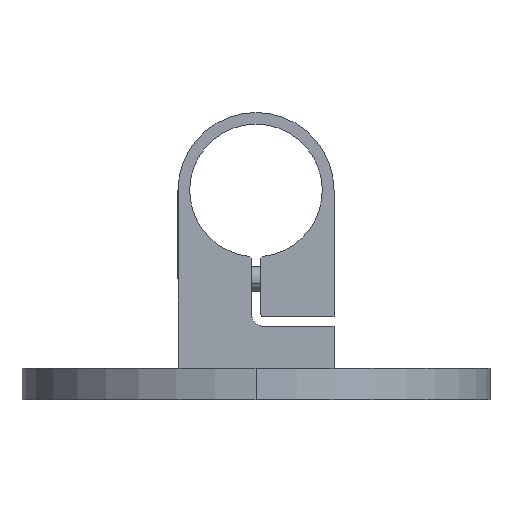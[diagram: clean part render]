
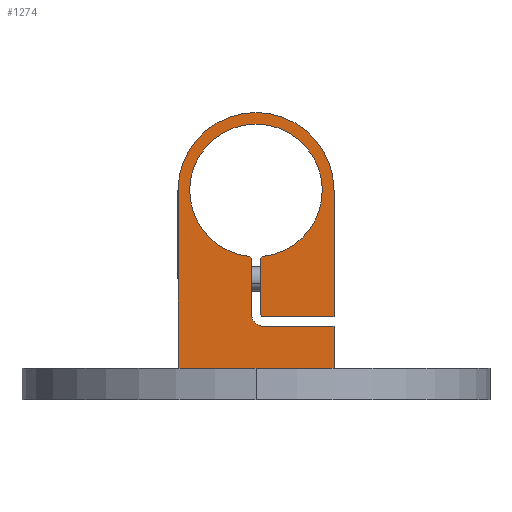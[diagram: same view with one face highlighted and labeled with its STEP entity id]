
A CAD part, front view. The second image highlights one B-rep face of the part: STEP entity #1274.
In plain terms, the highlighted planar face has unit normal (0, -1, 0).
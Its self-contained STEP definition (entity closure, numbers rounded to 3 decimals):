
#21 = DIRECTION ( 'NONE',  ( 0., 0., 1. ) ) ;
#119 = DIRECTION ( 'NONE',  ( 0., -1., 0. ) ) ;
#136 = LINE ( 'NONE', #2891, #3204 ) ;
#182 = DIRECTION ( 'NONE',  ( -0.655, 0., -0.755 ) ) ;
#214 = DIRECTION ( 'NONE',  ( 0., 0., -1. ) ) ;
#325 = EDGE_LOOP ( 'NONE', ( #2391, #4723, #2786, #6040, #3846, #2353, #3666, #5113, #4347, #1281, #2322, #3232, #5084, #925, #3722, #1352 ) ) ;
#337 = LINE ( 'NONE', #5656, #3196 ) ;
#396 = VECTOR ( 'NONE', #915, 1000. ) ;
#407 = CARTESIAN_POINT ( 'NONE',  ( -1.5, -58., 45.303 ) ) ;
#436 = VERTEX_POINT ( 'NONE', #5747 ) ;
#446 = VECTOR ( 'NONE', #5397, 1000. ) ;
#495 = AXIS2_PLACEMENT_3D ( 'NONE', #4907, #1561, #3449 ) ;
#645 = VERTEX_POINT ( 'NONE', #3979 ) ;
#655 = DIRECTION ( 'NONE',  ( 0., 1., 0. ) ) ;
#915 = DIRECTION ( 'NONE',  ( 0., 0., 1. ) ) ;
#921 = DIRECTION ( 'NONE',  ( 0., 0., -1. ) ) ;
#925 = ORIENTED_EDGE ( 'NONE', *, *, #5590, .T. ) ;
#999 = CARTESIAN_POINT ( 'NONE',  ( 1.5, -58., 27.5 ) ) ;
#1046 = EDGE_CURVE ( 'NONE', #3071, #2218, #5004, .T. ) ;
#1078 = CARTESIAN_POINT ( 'NONE',  ( 2.5, -58., 23.5 ) ) ;
#1102 = CARTESIAN_POINT ( 'NONE',  ( 2.5, -58., 27.5 ) ) ;
#1207 = DIRECTION ( 'NONE',  ( -1., 0., 0. ) ) ;
#1219 = CIRCLE ( 'NONE', #495, 25. ) ;
#1239 = EDGE_CURVE ( 'NONE', #2673, #436, #2727, .T. ) ;
#1259 = VERTEX_POINT ( 'NONE', #3468 ) ;
#1271 = EDGE_CURVE ( 'NONE', #2584, #1756, #5360, .T. ) ;
#1274 = ADVANCED_FACE ( 'NONE', ( #2113 ), #4454, .T. ) ;
#1277 = DIRECTION ( 'NONE',  ( 0., 0., -1. ) ) ;
#1281 = ORIENTED_EDGE ( 'NONE', *, *, #5358, .T. ) ;
#1328 = VERTEX_POINT ( 'NONE', #4676 ) ;
#1352 = ORIENTED_EDGE ( 'NONE', *, *, #1239, .T. ) ;
#1363 = CARTESIAN_POINT ( 'NONE',  ( 25., -58., 10. ) ) ;
#1376 = VERTEX_POINT ( 'NONE', #2249 ) ;
#1403 = CIRCLE ( 'NONE', #4858, 21.25 ) ;
#1561 = DIRECTION ( 'NONE',  ( 0., -1., 0. ) ) ;
#1726 = CARTESIAN_POINT ( 'NONE',  ( 2.5, -58., 26.5 ) ) ;
#1756 = VERTEX_POINT ( 'NONE', #1363 ) ;
#1759 = DIRECTION ( 'NONE',  ( 0., 0., -1. ) ) ;
#1866 = CARTESIAN_POINT ( 'NONE',  ( 25., -58., 26.5 ) ) ;
#1940 = EDGE_CURVE ( 'NONE', #3633, #3071, #4394, .T. ) ;
#2014 = VERTEX_POINT ( 'NONE', #1726 ) ;
#2021 = VERTEX_POINT ( 'NONE', #4144 ) ;
#2035 = CARTESIAN_POINT ( 'NONE',  ( 25., -58., 23.5 ) ) ;
#2040 = LINE ( 'NONE', #3912, #3073 ) ;
#2113 = FACE_OUTER_BOUND ( 'NONE', #325, .T. ) ;
#2179 = CARTESIAN_POINT ( 'NONE',  ( 0., -58., 67. ) ) ;
#2218 = VERTEX_POINT ( 'NONE', #999 ) ;
#2249 = CARTESIAN_POINT ( 'NONE',  ( 25., -58., 23.5 ) ) ;
#2257 = DIRECTION ( 'NONE',  ( 1., 0., 0. ) ) ;
#2322 = ORIENTED_EDGE ( 'NONE', *, *, #5400, .T. ) ;
#2353 = ORIENTED_EDGE ( 'NONE', *, *, #1046, .T. ) ;
#2369 = LINE ( 'NONE', #1866, #396 ) ;
#2391 = ORIENTED_EDGE ( 'NONE', *, *, #3538, .T. ) ;
#2465 = VECTOR ( 'NONE', #1759, 1000. ) ;
#2584 = VERTEX_POINT ( 'NONE', #5496 ) ;
#2665 = DIRECTION ( 'NONE',  ( 0., -1., 0. ) ) ;
#2673 = VERTEX_POINT ( 'NONE', #1078 ) ;
#2727 = CIRCLE ( 'NONE', #5901, 4. ) ;
#2748 = EDGE_CURVE ( 'NONE', #1376, #2673, #3516, .T. ) ;
#2786 = ORIENTED_EDGE ( 'NONE', *, *, #4793, .T. ) ;
#2834 = VECTOR ( 'NONE', #1207, 1000. ) ;
#2884 = VECTOR ( 'NONE', #2982, 1000. ) ;
#2891 = CARTESIAN_POINT ( 'NONE',  ( -1.5, -58., 27.5 ) ) ;
#2933 = AXIS2_PLACEMENT_3D ( 'NONE', #3557, #2665, #214 ) ;
#2982 = DIRECTION ( 'NONE',  ( -0.707, 0., 0.707 ) ) ;
#3071 = VERTEX_POINT ( 'NONE', #4206 ) ;
#3073 = VECTOR ( 'NONE', #3465, 1000. ) ;
#3142 = CARTESIAN_POINT ( 'NONE',  ( 1.5, -58., 45.803 ) ) ;
#3149 = VECTOR ( 'NONE', #182, 1000. ) ;
#3196 = VECTOR ( 'NONE', #2257, 1000. ) ;
#3204 = VECTOR ( 'NONE', #21, 1000. ) ;
#3229 = EDGE_CURVE ( 'NONE', #4312, #1328, #4332, .T. ) ;
#3232 = ORIENTED_EDGE ( 'NONE', *, *, #4304, .T. ) ;
#3449 = DIRECTION ( 'NONE',  ( 0., 0., -1. ) ) ;
#3465 = DIRECTION ( 'NONE',  ( 0., 0., 1. ) ) ;
#3468 = CARTESIAN_POINT ( 'NONE',  ( 0., -58., 88.25 ) ) ;
#3479 = CARTESIAN_POINT ( 'NONE',  ( 9.402, -58., 34.402 ) ) ;
#3487 = DIRECTION ( 'NONE',  ( 0., -1., 0. ) ) ;
#3493 = EDGE_CURVE ( 'NONE', #2014, #2021, #337, .T. ) ;
#3516 = LINE ( 'NONE', #2035, #2834 ) ;
#3521 = DIRECTION ( 'NONE',  ( 0., 1., 0. ) ) ;
#3538 = EDGE_CURVE ( 'NONE', #436, #4312, #136, .T. ) ;
#3557 = CARTESIAN_POINT ( 'NONE',  ( 2.5, -58., 27.5 ) ) ;
#3633 = VERTEX_POINT ( 'NONE', #5962 ) ;
#3666 = ORIENTED_EDGE ( 'NONE', *, *, #5751, .T. ) ;
#3722 = ORIENTED_EDGE ( 'NONE', *, *, #2748, .T. ) ;
#3758 = CIRCLE ( 'NONE', #4759, 1. ) ;
#3840 = CARTESIAN_POINT ( 'NONE',  ( 0., -58., 67. ) ) ;
#3846 = ORIENTED_EDGE ( 'NONE', *, *, #1940, .T. ) ;
#3879 = VERTEX_POINT ( 'NONE', #3973 ) ;
#3909 = CARTESIAN_POINT ( 'NONE',  ( 2.5, -58., 27.5 ) ) ;
#3912 = CARTESIAN_POINT ( 'NONE',  ( 25., -58., 10. ) ) ;
#3956 = AXIS2_PLACEMENT_3D ( 'NONE', #3840, #5676, #5765 ) ;
#3973 = CARTESIAN_POINT ( 'NONE',  ( 25., -58., 67. ) ) ;
#3979 = CARTESIAN_POINT ( 'NONE',  ( 0., -58., 92. ) ) ;
#4039 = DIRECTION ( 'NONE',  ( 0., 0., -1. ) ) ;
#4144 = CARTESIAN_POINT ( 'NONE',  ( 25., -58., 26.5 ) ) ;
#4206 = CARTESIAN_POINT ( 'NONE',  ( 1.5, -58., 45.264 ) ) ;
#4304 = EDGE_CURVE ( 'NONE', #4652, #2584, #5658, .T. ) ;
#4312 = VERTEX_POINT ( 'NONE', #407 ) ;
#4332 = LINE ( 'NONE', #3479, #2884 ) ;
#4347 = ORIENTED_EDGE ( 'NONE', *, *, #5515, .T. ) ;
#4351 = CIRCLE ( 'NONE', #3956, 21.25 ) ;
#4363 = CARTESIAN_POINT ( 'NONE',  ( -6.864, -58., 35.626 ) ) ;
#4394 = LINE ( 'NONE', #4363, #3149 ) ;
#4454 = PLANE ( 'NONE',  #2933 ) ;
#4517 = CARTESIAN_POINT ( 'NONE',  ( -25., -58., 10. ) ) ;
#4652 = VERTEX_POINT ( 'NONE', #4829 ) ;
#4676 = CARTESIAN_POINT ( 'NONE',  ( -2.046, -58., 45.849 ) ) ;
#4723 = ORIENTED_EDGE ( 'NONE', *, *, #3229, .T. ) ;
#4759 = AXIS2_PLACEMENT_3D ( 'NONE', #1102, #3487, #5387 ) ;
#4793 = EDGE_CURVE ( 'NONE', #1328, #1259, #1403, .T. ) ;
#4829 = CARTESIAN_POINT ( 'NONE',  ( -25., -58., 67. ) ) ;
#4857 = CIRCLE ( 'NONE', #5055, 25. ) ;
#4858 = AXIS2_PLACEMENT_3D ( 'NONE', #4982, #3521, #4039 ) ;
#4907 = CARTESIAN_POINT ( 'NONE',  ( 0., -58., 67. ) ) ;
#4982 = CARTESIAN_POINT ( 'NONE',  ( 0., -58., 67. ) ) ;
#5004 = LINE ( 'NONE', #3142, #2465 ) ;
#5012 = EDGE_CURVE ( 'NONE', #1259, #3633, #4351, .T. ) ;
#5055 = AXIS2_PLACEMENT_3D ( 'NONE', #2179, #119, #1277 ) ;
#5084 = ORIENTED_EDGE ( 'NONE', *, *, #1271, .T. ) ;
#5113 = ORIENTED_EDGE ( 'NONE', *, *, #3493, .T. ) ;
#5210 = CARTESIAN_POINT ( 'NONE',  ( -25., -58., 67. ) ) ;
#5222 = VECTOR ( 'NONE', #921, 1000. ) ;
#5358 = EDGE_CURVE ( 'NONE', #3879, #645, #1219, .T. ) ;
#5360 = LINE ( 'NONE', #4517, #446 ) ;
#5387 = DIRECTION ( 'NONE',  ( 0., 0., -1. ) ) ;
#5397 = DIRECTION ( 'NONE',  ( 1., 0., 0. ) ) ;
#5400 = EDGE_CURVE ( 'NONE', #645, #4652, #4857, .T. ) ;
#5496 = CARTESIAN_POINT ( 'NONE',  ( -25., -58., 10. ) ) ;
#5515 = EDGE_CURVE ( 'NONE', #2021, #3879, #2369, .T. ) ;
#5590 = EDGE_CURVE ( 'NONE', #1756, #1376, #2040, .T. ) ;
#5656 = CARTESIAN_POINT ( 'NONE',  ( 2.5, -58., 26.5 ) ) ;
#5658 = LINE ( 'NONE', #5210, #5222 ) ;
#5676 = DIRECTION ( 'NONE',  ( 0., 1., 0. ) ) ;
#5747 = CARTESIAN_POINT ( 'NONE',  ( -1.5, -58., 27.5 ) ) ;
#5751 = EDGE_CURVE ( 'NONE', #2218, #2014, #3758, .T. ) ;
#5765 = DIRECTION ( 'NONE',  ( 0., 0., -1. ) ) ;
#5829 = DIRECTION ( 'NONE',  ( 0., 0., -1. ) ) ;
#5901 = AXIS2_PLACEMENT_3D ( 'NONE', #3909, #655, #5829 ) ;
#5962 = CARTESIAN_POINT ( 'NONE',  ( 2.004, -58., 45.845 ) ) ;
#6040 = ORIENTED_EDGE ( 'NONE', *, *, #5012, .T. ) ;
